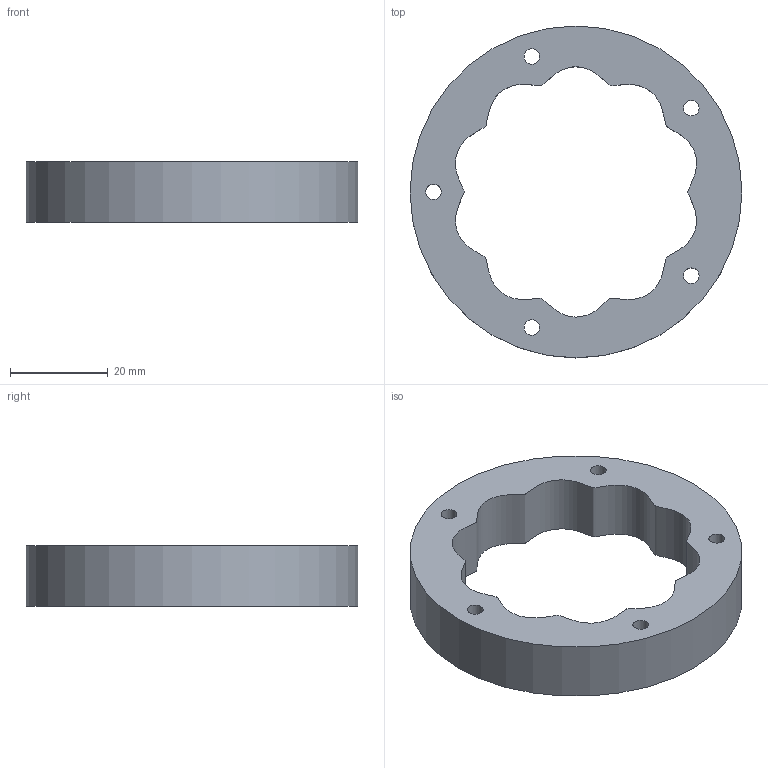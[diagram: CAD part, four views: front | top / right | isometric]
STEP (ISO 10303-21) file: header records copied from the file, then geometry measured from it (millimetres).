
FILE_DESCRIPTION(/* description */ ('STEP AP242','CAx-IF Rec.Pracs.---Representation and Presentation of Product Manufacturing Information (PMI)---4.0---2014-10-13','CAx-IF Rec.Pracs.---3D Tessellated Geometry---0.4---2014-09-14','2;1'),/* implementation_level */ '2;1');
FILE_NAME(/* name */ 'Rolling Element Cycloid Components - Body (Inner Cycloid Ring Gear)',/* time_stamp */ '2025-02-19T21:00:11Z',/* author */ (''),/* organization */ (''),/* preprocessor_version */ 'ST-DEVELOPER v20',/* originating_system */ 'ONSHAPE BY PTC INC, 1.193',/* authorisation */ ' ');
FILE_SCHEMA (('AP242_MANAGED_MODEL_BASED_3D_ENGINEERING_MIM_LF { 1 0 10303 442 1 1 4 }'));
Length unit declared in the file: metre
Products named in the file (1): Body (Inner Cycloid Ring Gear)
Bounding box: 68 x 68 x 12.3 mm (x, y, z)
Volume: 17878.1 mm3; surface area: 8676.3 mm2
Topology: 1 solids, 1 shells, 9 faces, 21 edges, 14 vertices
Faces by surface type: cylinder 6, plane 2, bspline 1
Full cylindrical faces by diameter (mm): 3.2 x5, 68 x1
Entity records: 1000 total; most frequent: CARTESIAN_POINT 767, DIRECTION 42, ORIENTED_EDGE 28, EDGE_LOOP 28, FACE_BOUND 28, AXIS2_PLACEMENT_3D 21, EDGE_CURVE 14, VERTEX_POINT 14
